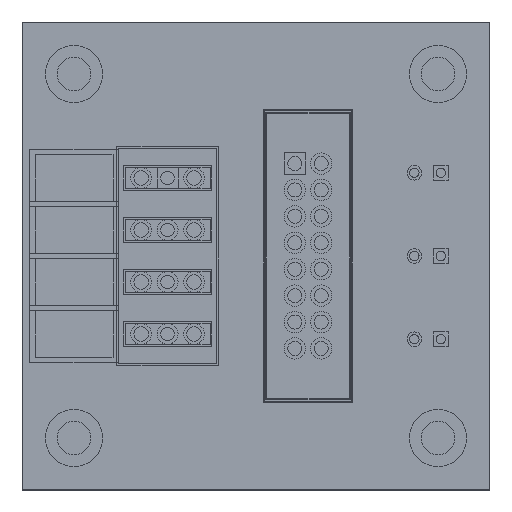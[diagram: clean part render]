
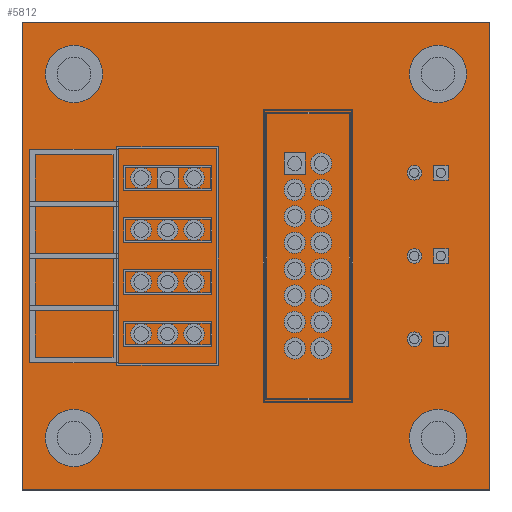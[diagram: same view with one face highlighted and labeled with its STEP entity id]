
A CAD part, top view. The second image highlights one B-rep face of the part: STEP entity #5812.
In plain terms, the highlighted planar face has unit normal (0, 0, 1).
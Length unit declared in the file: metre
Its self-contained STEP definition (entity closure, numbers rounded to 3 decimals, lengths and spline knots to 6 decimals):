
#5812 = ADVANCED_FACE( '', ( #10628 ), #10629, .F. );
#6476 = EDGE_CURVE( '', #11739, #11740, #11741, .T. );
#7154 = EDGE_CURVE( '', #12804, #12805, #12806, .T. );
#8172 = EDGE_CURVE( '', #11740, #12804, #14272, .T. );
#8320 = EDGE_CURVE( '', #12805, #11739, #14483, .T. );
#10628 = FACE_OUTER_BOUND( '', #16193, .T. );
#10629 = PLANE( '', #16194 );
#11739 = VERTEX_POINT( '', #17637 );
#11740 = VERTEX_POINT( '', #17638 );
#11741 = LINE( '', #17639, #17640 );
#12804 = VERTEX_POINT( '', #18995 );
#12805 = VERTEX_POINT( '', #18996 );
#12806 = LINE( '', #18997, #18998 );
#14272 = LINE( '', #20984, #20985 );
#14483 = LINE( '', #21257, #21258 );
#16193 = EDGE_LOOP( '', ( #23550, #23551, #23552, #23553 ) );
#16194 = AXIS2_PLACEMENT_3D( '', #23554, #23555, #23556 );
#17637 = CARTESIAN_POINT( '', ( 0., 0., -0.000035 ) );
#17638 = CARTESIAN_POINT( '', ( 0.045, 0., -0.000035 ) );
#17639 = CARTESIAN_POINT( '', ( 0., 0., -0.000035 ) );
#17640 = VECTOR( '', #24755, 1. );
#18995 = CARTESIAN_POINT( '', ( 0.045, 0.045, -0.000035 ) );
#18996 = CARTESIAN_POINT( '', ( 0., 0.045, -0.000035 ) );
#18997 = CARTESIAN_POINT( '', ( 0.045, 0.045, -0.000035 ) );
#18998 = VECTOR( '', #26108, 1. );
#20984 = CARTESIAN_POINT( '', ( 0.045, 0., -0.000035 ) );
#20985 = VECTOR( '', #27997, 1. );
#21257 = CARTESIAN_POINT( '', ( 0., 0.045, -0.000035 ) );
#21258 = VECTOR( '', #28316, 1. );
#23550 = ORIENTED_EDGE( '', *, *, #6476, .T. );
#23551 = ORIENTED_EDGE( '', *, *, #8172, .T. );
#23552 = ORIENTED_EDGE( '', *, *, #7154, .T. );
#23553 = ORIENTED_EDGE( '', *, *, #8320, .T. );
#23554 = CARTESIAN_POINT( '', ( 0., 0., -0.000035 ) );
#23555 = DIRECTION( '', ( 0., 0., -1. ) );
#23556 = DIRECTION( '', ( 0., -1., 0. ) );
#24755 = DIRECTION( '', ( 1., 0., 0. ) );
#26108 = DIRECTION( '', ( -1., 0., 0. ) );
#27997 = DIRECTION( '', ( 0., 1., 0. ) );
#28316 = DIRECTION( '', ( 0., -1., 0. ) );
